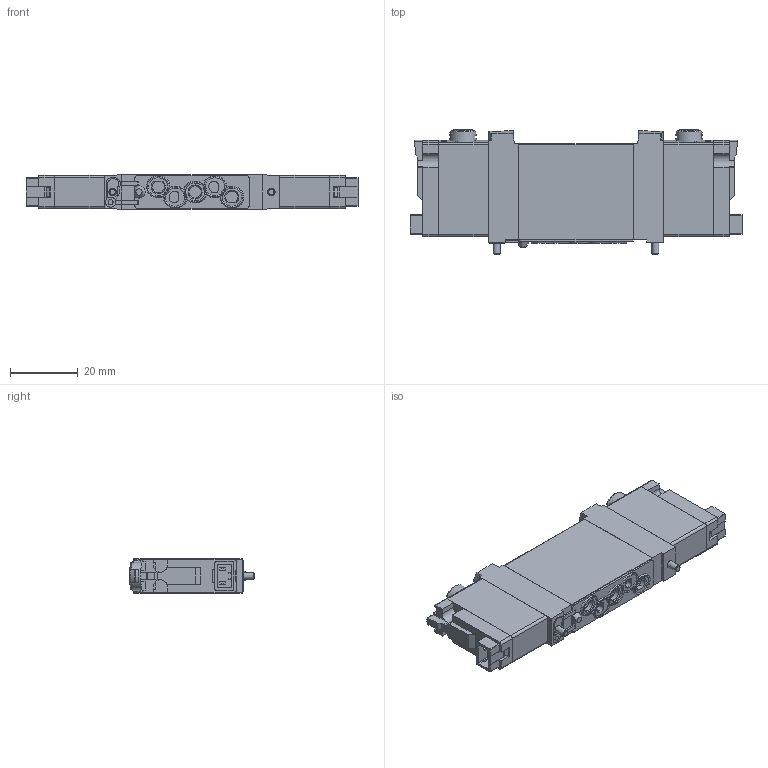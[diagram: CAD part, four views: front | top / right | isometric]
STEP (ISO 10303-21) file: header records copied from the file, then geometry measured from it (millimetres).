
FILE_DESCRIPTION(/* description */ ('STEP AP214'),/* implementation_level */ '2;1');
FILE_NAME(/* name */ '8042554_VUVG-BK10-T32C-AT-F-1H2L-S',/* time_stamp */ '2024-09-17T13:45:38+02:00',/* author */ ('License CC BY-ND 4.0'),/* organization */ ('CADENAS'),/* preprocessor_version */ 'ST-DEVELOPER v19.3',/* originating_system */ 'PARTsolutions',/* authorisation */ ' ');
FILE_SCHEMA (('AUTOMOTIVE_DESIGN {1 0 10303 214 3 1 1}'));
Length unit declared in the file: millimetre
Products named in the file (5): 8042554 VUVG-BK10-T32C-AT-F-1H2L-S; 564212 VUVG-BK10-T32C-A-T-F--1H2--L-----(G); 8157009 M2X34-10.9; 3713466 VUVG-BK10---(DR); 3779382 VUVG-LK-IP40
Assembly tree (6 placements, depth 2):
  8042554 VUVG-BK10-T32C-AT-F-1H2L-S
    564212 VUVG-BK10-T32C-A-T-F--1H2--L-----(G)
    8157009 M2X34-10.9  x2
    3713466 VUVG-BK10---(DR)
    3779382 VUVG-LK-IP40  x2
Bounding box: 98.3 x 36.97 x 10.25 mm (x, y, z)
Volume: 25648.8 mm3; surface area: 12668.4 mm2
Topology: 6 solids, 6 shells, 849 faces, 2296 edges, 1492 vertices
Faces by surface type: plane 534, cylinder 190, torus 63, cone 56, sphere 6
Full cylindrical faces by diameter (mm): 1.5 x1, 1.69 x2, 2 x2, 2.5 x1, 3.6 x1, 3.8 x2, 3.9 x2, 5 x10, 8.1 x2
Entity records: 21830 total; most frequent: CARTESIAN_POINT 4211, DIRECTION 3636, ORIENTED_EDGE 3616, EDGE_CURVE 1808, AXIS2_PLACEMENT_3D 1265, VERTEX_POINT 1199, LINE 1106, VECTOR 1106
